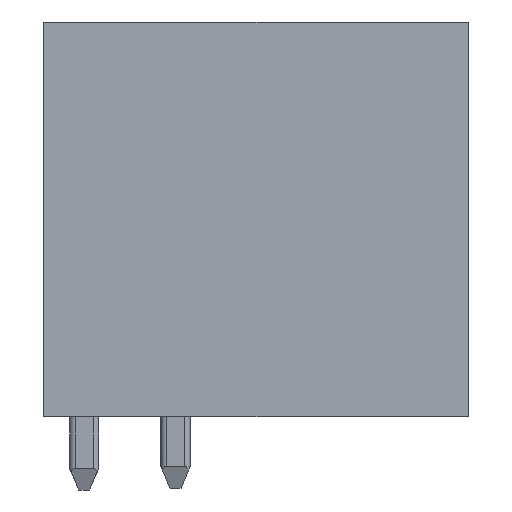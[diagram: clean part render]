
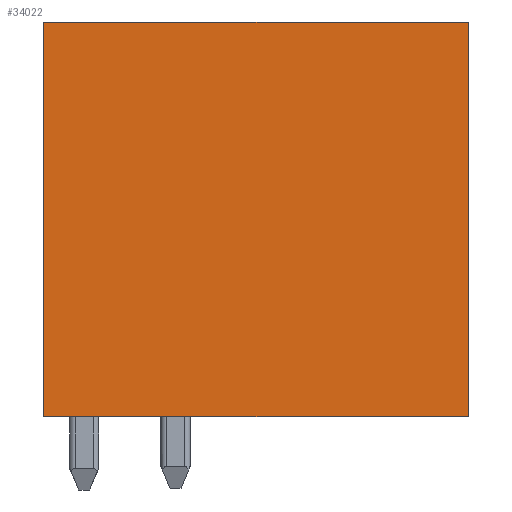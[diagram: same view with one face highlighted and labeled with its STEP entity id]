
A CAD part, left-side view. The second image highlights one B-rep face of the part: STEP entity #34022.
In plain terms, the highlighted planar face has unit normal (-1, 0, 0).
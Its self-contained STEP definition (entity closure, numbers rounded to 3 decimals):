
#5340=ORIENTED_EDGE('',*,*,#13522,.F.);
#5341=ORIENTED_EDGE('',*,*,#13519,.F.);
#5342=ORIENTED_EDGE('',*,*,#13523,.F.);
#5343=ORIENTED_EDGE('',*,*,#13524,.F.);
#13519=EDGE_CURVE('',#17684,#17685,#21206,.T.);
#13522=EDGE_CURVE('',#17685,#17686,#21209,.T.);
#13523=EDGE_CURVE('',#17687,#17684,#21210,.T.);
#13524=EDGE_CURVE('',#17686,#17687,#21211,.T.);
#17684=VERTEX_POINT('',#51648);
#17685=VERTEX_POINT('',#51649);
#17686=VERTEX_POINT('',#51654);
#17687=VERTEX_POINT('',#51656);
#21206=LINE('',#51647,#25528);
#21209=LINE('',#51653,#25531);
#21210=LINE('',#51655,#25532);
#21211=LINE('',#51657,#25533);
#25528=VECTOR('',#41913,1000.);
#25531=VECTOR('',#41918,1000.);
#25532=VECTOR('',#41919,1000.);
#25533=VECTOR('',#41920,1000.);
#28770=EDGE_LOOP('',(#5340,#5341,#5342,#5343));
#30714=FACE_BOUND('',#28770,.T.);
#32292=PLANE('',#36286);
#34022=ADVANCED_FACE('',(#30714),#32292,.F.);
#36286=AXIS2_PLACEMENT_3D('',#51652,#41916,#41917);
#41913=DIRECTION('',(0.,-1.,0.));
#41916=DIRECTION('',(1.,0.,0.));
#41917=DIRECTION('',(0.,0.,-1.));
#41918=DIRECTION('',(0.,0.,-1.));
#41919=DIRECTION('',(0.,0.,1.));
#41920=DIRECTION('',(0.,1.,0.));
#51647=CARTESIAN_POINT('',(-21.4,11.6,10.8));
#51648=CARTESIAN_POINT('',(-21.4,11.6,10.8));
#51649=CARTESIAN_POINT('',(-21.4,0.,10.8));
#51652=CARTESIAN_POINT('',(-21.4,0.,0.));
#51653=CARTESIAN_POINT('',(-21.4,0.,10.8));
#51654=CARTESIAN_POINT('',(-21.4,0.,0.));
#51655=CARTESIAN_POINT('',(-21.4,11.6,0.));
#51656=CARTESIAN_POINT('',(-21.4,11.6,0.));
#51657=CARTESIAN_POINT('',(-21.4,0.,0.));
